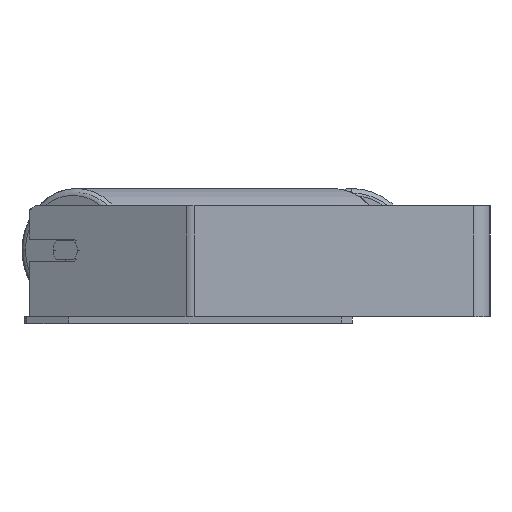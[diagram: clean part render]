
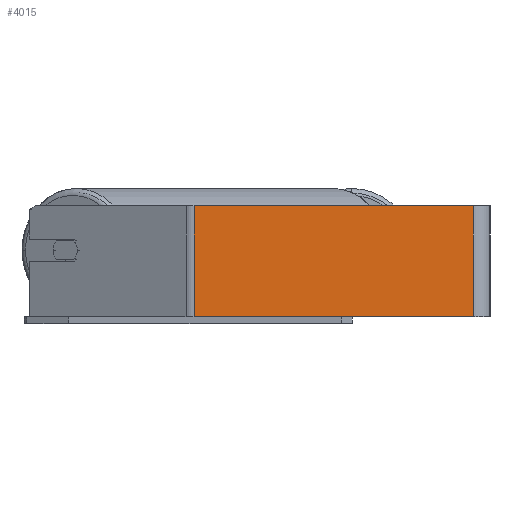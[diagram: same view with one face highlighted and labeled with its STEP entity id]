
A CAD part, left-side view. The second image highlights one B-rep face of the part: STEP entity #4015.
In plain terms, the highlighted planar face has unit normal (-1, 0, 0).
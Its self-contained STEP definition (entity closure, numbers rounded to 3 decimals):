
#214 = VECTOR ( 'NONE', #1830, 1000. ) ;
#445 = CARTESIAN_POINT ( 'NONE',  ( -620., 213.448, -40. ) ) ;
#560 = VECTOR ( 'NONE', #2713, 1000. ) ;
#653 = LINE ( 'NONE', #4784, #3188 ) ;
#891 = CARTESIAN_POINT ( 'NONE',  ( -620., 213.448, 40. ) ) ;
#1103 = CARTESIAN_POINT ( 'NONE',  ( -620., 216.663, -40. ) ) ;
#1134 = VERTEX_POINT ( 'NONE', #3435 ) ;
#1304 = CARTESIAN_POINT ( 'NONE',  ( -620., 216.663, 40. ) ) ;
#1344 = DIRECTION ( 'NONE',  ( 0., 0., -1. ) ) ;
#1731 = EDGE_CURVE ( 'NONE', #4757, #1134, #4461, .T. ) ;
#1830 = DIRECTION ( 'NONE',  ( 0., -1., 0. ) ) ;
#1930 = VERTEX_POINT ( 'NONE', #4365 ) ;
#1984 = ORIENTED_EDGE ( 'NONE', *, *, #1731, .T. ) ;
#2342 = EDGE_LOOP ( 'NONE', ( #1984, #7560, #4252, #3052 ) ) ;
#2713 = DIRECTION ( 'NONE',  ( 0., -1., 0. ) ) ;
#2753 = VECTOR ( 'NONE', #6566, 1000. ) ;
#3052 = ORIENTED_EDGE ( 'NONE', *, *, #5336, .T. ) ;
#3188 = VECTOR ( 'NONE', #1344, 1000. ) ;
#3435 = CARTESIAN_POINT ( 'NONE',  ( -620., 12., -40. ) ) ;
#3513 = DIRECTION ( 'NONE',  ( 1., 0., 0. ) ) ;
#3992 = EDGE_CURVE ( 'NONE', #1930, #1134, #653, .T. ) ;
#4015 = ADVANCED_FACE ( 'NONE', ( #8350 ), #7024, .F. ) ;
#4109 = EDGE_CURVE ( 'NONE', #5601, #1930, #5603, .T. ) ;
#4138 = DIRECTION ( 'NONE',  ( 0., 1., 0. ) ) ;
#4252 = ORIENTED_EDGE ( 'NONE', *, *, #4109, .F. ) ;
#4365 = CARTESIAN_POINT ( 'NONE',  ( -620., 12., 40. ) ) ;
#4461 = LINE ( 'NONE', #1103, #214 ) ;
#4757 = VERTEX_POINT ( 'NONE', #445 ) ;
#4784 = CARTESIAN_POINT ( 'NONE',  ( -620., 12., 40. ) ) ;
#5336 = EDGE_CURVE ( 'NONE', #5601, #4757, #7240, .T. ) ;
#5498 = CARTESIAN_POINT ( 'NONE',  ( -620., 213.448, 40. ) ) ;
#5601 = VERTEX_POINT ( 'NONE', #5498 ) ;
#5603 = LINE ( 'NONE', #7704, #560 ) ;
#6566 = DIRECTION ( 'NONE',  ( 0., 0., -1. ) ) ;
#7024 = PLANE ( 'NONE',  #8315 ) ;
#7240 = LINE ( 'NONE', #891, #2753 ) ;
#7560 = ORIENTED_EDGE ( 'NONE', *, *, #3992, .F. ) ;
#7704 = CARTESIAN_POINT ( 'NONE',  ( -620., 216.663, 40. ) ) ;
#8315 = AXIS2_PLACEMENT_3D ( 'NONE', #1304, #3513, #4138 ) ;
#8350 = FACE_OUTER_BOUND ( 'NONE', #2342, .T. ) ;
